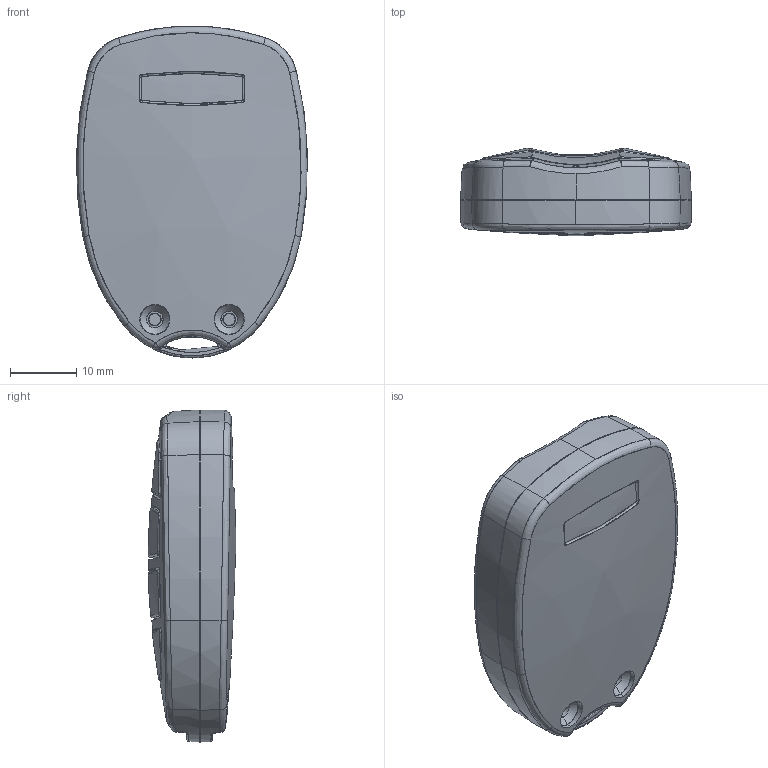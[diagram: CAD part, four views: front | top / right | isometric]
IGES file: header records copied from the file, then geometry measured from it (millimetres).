
Start section: SolidWorks IGES file using analytic representation for surfaces
Global section: file name: P-18.IGS; native system: SolidWorks 2009; preprocessor: SolidWorks 2009; author: uki; date: 120724.223924; units: millimetre
Bounding box: 34.77 x 13.23 x 50 mm (x, y, z)
Surface area: 11024.1 mm2 (no closed solid volume)
Topology: 0 solids, 0 shells, 624 faces, 6243 edges, 6231 vertices
Faces by surface type: bspline 414, revolution 210
